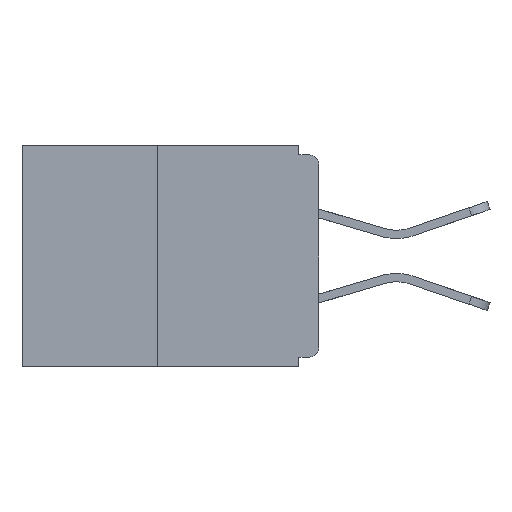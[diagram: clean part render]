
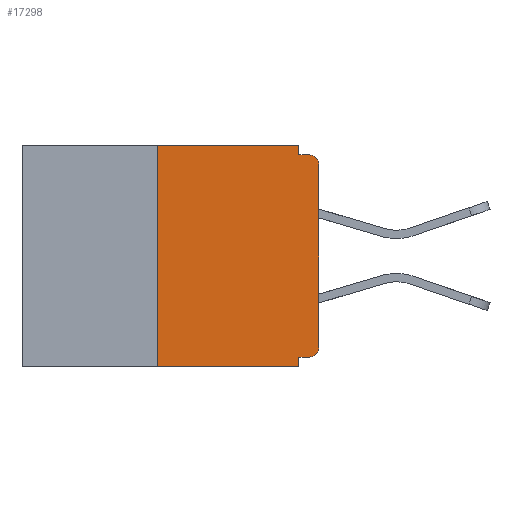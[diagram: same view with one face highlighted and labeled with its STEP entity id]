
A CAD part, left-side view. The second image highlights one B-rep face of the part: STEP entity #17298.
In plain terms, the highlighted planar face has unit normal (-1, 0, 0).
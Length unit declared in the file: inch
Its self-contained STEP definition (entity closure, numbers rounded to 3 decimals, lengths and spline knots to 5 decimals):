
#261 = ORIENTED_EDGE ( 'NONE', *, *, #21187, .T. ) ;
#568 = AXIS2_PLACEMENT_3D ( 'NONE', #24164, #1504, #26538 ) ;
#655 = VERTEX_POINT ( 'NONE', #17700 ) ;
#880 = CARTESIAN_POINT ( 'NONE',  ( 0., 0.015, -0.328 ) ) ;
#1504 = DIRECTION ( 'NONE',  ( 1., 0., 0. ) ) ;
#1580 = EDGE_CURVE ( 'NONE', #22913, #14100, #21256, .T. ) ;
#1974 = DIRECTION ( 'NONE',  ( -1., 0., 0. ) ) ;
#1991 = DIRECTION ( 'NONE',  ( 0., -1., 0. ) ) ;
#2231 = CARTESIAN_POINT ( 'NONE',  ( 0., 0., -0.313 ) ) ;
#2459 = EDGE_CURVE ( 'NONE', #27044, #22913, #8381, .T. ) ;
#4265 = CARTESIAN_POINT ( 'NONE',  ( 0., 0., 0. ) ) ;
#4488 = ORIENTED_EDGE ( 'NONE', *, *, #19134, .F. ) ;
#4647 = ORIENTED_EDGE ( 'NONE', *, *, #1580, .T. ) ;
#5378 = DIRECTION ( 'NONE',  ( 0., -1., 0. ) ) ;
#5417 = EDGE_CURVE ( 'NONE', #8054, #5649, #18922, .T. ) ;
#5649 = VERTEX_POINT ( 'NONE', #14987 ) ;
#5935 = ORIENTED_EDGE ( 'NONE', *, *, #22934, .F. ) ;
#6070 = DIRECTION ( 'NONE',  ( 0., 0., 1. ) ) ;
#6227 = LINE ( 'NONE', #23486, #7312 ) ;
#6869 = DIRECTION ( 'NONE',  ( 0., 1., 0. ) ) ;
#7312 = VECTOR ( 'NONE', #14672, 39.37008 ) ;
#7958 = DIRECTION ( 'NONE',  ( 0., 0., -1. ) ) ;
#8054 = VERTEX_POINT ( 'NONE', #24287 ) ;
#8359 = ORIENTED_EDGE ( 'NONE', *, *, #10823, .F. ) ;
#8381 = CIRCLE ( 'NONE', #19433, 0.015 ) ;
#8416 = VECTOR ( 'NONE', #6070, 39.37008 ) ;
#9731 = VECTOR ( 'NONE', #17107, 39.37008 ) ;
#9871 = VECTOR ( 'NONE', #6869, 39.37008 ) ;
#10823 = EDGE_CURVE ( 'NONE', #26532, #21377, #19445, .T. ) ;
#10981 = ORIENTED_EDGE ( 'NONE', *, *, #18876, .T. ) ;
#11038 = EDGE_LOOP ( 'NONE', ( #20533, #5935, #261, #8359, #19021, #14312, #4647, #10981, #18496, #4488 ) ) ;
#11409 = DIRECTION ( 'NONE',  ( 0., 0., -1. ) ) ;
#11450 = CARTESIAN_POINT ( 'NONE',  ( 0., 0.46, -0.343 ) ) ;
#12411 = CARTESIAN_POINT ( 'NONE',  ( 0., 0.031, -0.343 ) ) ;
#12640 = DIRECTION ( 'NONE',  ( -1., 0., 0. ) ) ;
#13099 = LINE ( 'NONE', #21529, #9871 ) ;
#13465 = CARTESIAN_POINT ( 'NONE',  ( 0., 0.46, 0. ) ) ;
#13667 = EDGE_CURVE ( 'NONE', #27044, #26532, #13099, .T. ) ;
#13868 = VECTOR ( 'NONE', #1991, 39.37008 ) ;
#14100 = VERTEX_POINT ( 'NONE', #15414 ) ;
#14178 = CARTESIAN_POINT ( 'NONE',  ( 0., 0.015, -0.313 ) ) ;
#14312 = ORIENTED_EDGE ( 'NONE', *, *, #2459, .T. ) ;
#14672 = DIRECTION ( 'NONE',  ( 0., 0., 1. ) ) ;
#14832 = CARTESIAN_POINT ( 'NONE',  ( 0., 0., -0.015 ) ) ;
#14987 = CARTESIAN_POINT ( 'NONE',  ( 0., 0.031, 0. ) ) ;
#15414 = CARTESIAN_POINT ( 'NONE',  ( 0., 0., -0.03 ) ) ;
#15480 = CARTESIAN_POINT ( 'NONE',  ( 0., 0.015, -0.015 ) ) ;
#15739 = PLANE ( 'NONE',  #568 ) ;
#16987 = VECTOR ( 'NONE', #5378, 39.37008 ) ;
#17107 = DIRECTION ( 'NONE',  ( 0., -1., 0. ) ) ;
#17298 = ADVANCED_FACE ( 'NONE', ( #20432 ), #15739, .F. ) ;
#17700 = CARTESIAN_POINT ( 'NONE',  ( 0., 0.25, -0.343 ) ) ;
#18189 = CARTESIAN_POINT ( 'NONE',  ( 0., 0.031, -0.015 ) ) ;
#18496 = ORIENTED_EDGE ( 'NONE', *, *, #20468, .F. ) ;
#18760 = DIRECTION ( 'NONE',  ( 0., 0., -1. ) ) ;
#18876 = EDGE_CURVE ( 'NONE', #14100, #19218, #19968, .T. ) ;
#18922 = LINE ( 'NONE', #13465, #9731 ) ;
#19021 = ORIENTED_EDGE ( 'NONE', *, *, #13667, .F. ) ;
#19134 = EDGE_CURVE ( 'NONE', #5649, #19538, #26134, .T. ) ;
#19218 = VERTEX_POINT ( 'NONE', #15480 ) ;
#19433 = AXIS2_PLACEMENT_3D ( 'NONE', #14178, #12640, #18760 ) ;
#19445 = LINE ( 'NONE', #19582, #19765 ) ;
#19519 = AXIS2_PLACEMENT_3D ( 'NONE', #27138, #1974, #24629 ) ;
#19538 = VERTEX_POINT ( 'NONE', #18189 ) ;
#19582 = CARTESIAN_POINT ( 'NONE',  ( 0., 0.031, -0.343 ) ) ;
#19765 = VECTOR ( 'NONE', #11409, 39.37008 ) ;
#19968 = CIRCLE ( 'NONE', #19519, 0.015 ) ;
#20032 = LINE ( 'NONE', #11450, #16987 ) ;
#20432 = FACE_OUTER_BOUND ( 'NONE', #11038, .T. ) ;
#20468 = EDGE_CURVE ( 'NONE', #19538, #19218, #22289, .T. ) ;
#20533 = ORIENTED_EDGE ( 'NONE', *, *, #5417, .F. ) ;
#20840 = VECTOR ( 'NONE', #7958, 39.37008 ) ;
#21187 = EDGE_CURVE ( 'NONE', #655, #21377, #20032, .T. ) ;
#21256 = LINE ( 'NONE', #4265, #8416 ) ;
#21377 = VERTEX_POINT ( 'NONE', #12411 ) ;
#21403 = CARTESIAN_POINT ( 'NONE',  ( 0., 0.031, -0.328 ) ) ;
#21529 = CARTESIAN_POINT ( 'NONE',  ( 0., 0., -0.328 ) ) ;
#22289 = LINE ( 'NONE', #14832, #13868 ) ;
#22913 = VERTEX_POINT ( 'NONE', #2231 ) ;
#22934 = EDGE_CURVE ( 'NONE', #655, #8054, #6227, .T. ) ;
#23486 = CARTESIAN_POINT ( 'NONE',  ( 0., 0.25, 0. ) ) ;
#24164 = CARTESIAN_POINT ( 'NONE',  ( 0., 0.46, 0. ) ) ;
#24287 = CARTESIAN_POINT ( 'NONE',  ( 0., 0.25, 0. ) ) ;
#24629 = DIRECTION ( 'NONE',  ( 0., 0., -1. ) ) ;
#26134 = LINE ( 'NONE', #26661, #20840 ) ;
#26532 = VERTEX_POINT ( 'NONE', #21403 ) ;
#26538 = DIRECTION ( 'NONE',  ( 0., 0., -1. ) ) ;
#26661 = CARTESIAN_POINT ( 'NONE',  ( 0., 0.031, 0. ) ) ;
#27044 = VERTEX_POINT ( 'NONE', #880 ) ;
#27138 = CARTESIAN_POINT ( 'NONE',  ( 0., 0.015, -0.03 ) ) ;
